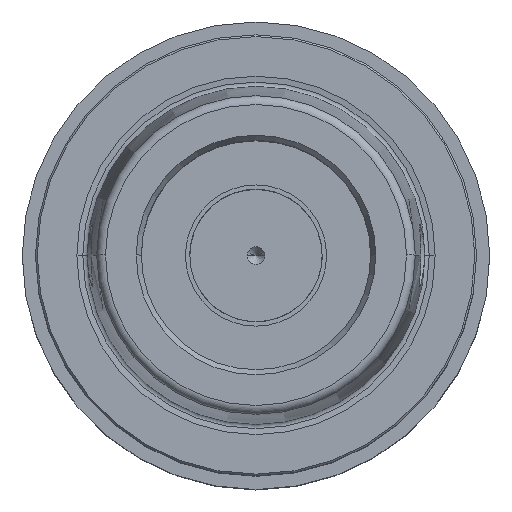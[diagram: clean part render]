
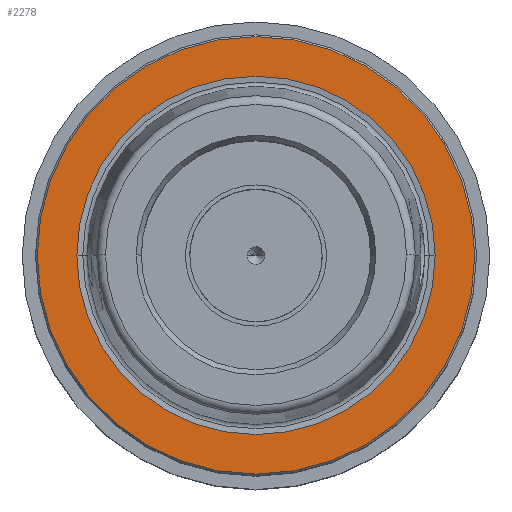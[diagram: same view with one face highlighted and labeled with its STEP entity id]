
A CAD part, top view. The second image highlights one B-rep face of the part: STEP entity #2278.
In plain terms, the highlighted planar face has unit normal (0, 0, 1).
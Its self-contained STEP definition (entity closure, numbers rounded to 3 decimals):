
#116=CARTESIAN_POINT('',(0.,0.,0.));
#117=DIRECTION('',(0.,0.,1.));
#118=DIRECTION('',(1.,0.,0.));
#119=AXIS2_PLACEMENT_3D('',#116,#117,#118);
#132=CARTESIAN_POINT('',(0.,0.,0.));
#133=DIRECTION('',(0.,0.,-1.));
#134=DIRECTION('',(1.,0.,0.));
#135=AXIS2_PLACEMENT_3D('',#132,#133,#134);
#154=CARTESIAN_POINT('',(0.,0.,0.));
#155=DIRECTION('',(0.,0.,1.));
#156=DIRECTION('',(1.,0.,0.));
#157=AXIS2_PLACEMENT_3D('',#154,#155,#156);
#1306=CARTESIAN_POINT('',(0.,0.,0.));
#1307=DIRECTION('',(0.,0.,-1.));
#1308=DIRECTION('',(1.,0.,0.));
#1309=AXIS2_PLACEMENT_3D('',#1306,#1307,#1308);
#1979=CARTESIAN_POINT('',(20.308,0.,0.));
#1981=VERTEX_POINT('',#1979);
#1995=CARTESIAN_POINT('',(-20.308,0.,0.));
#1997=VERTEX_POINT('',#1995);
#2115=CARTESIAN_POINT('',(24.8,0.,0.));
#2116=CARTESIAN_POINT('',(-24.8,0.,0.));
#2117=VERTEX_POINT('',#2115);
#2118=VERTEX_POINT('',#2116);
#2262=CARTESIAN_POINT('',(0.,0.,0.));
#2263=DIRECTION('',(0.,0.,-1.));
#2264=DIRECTION('',(-1.,0.,0.));
#2265=AXIS2_PLACEMENT_3D('',#2262,#2263,#2264);
#2266=PLANE('',#2265);
#2267=ORIENTED_EDGE('',*,*,#2252,.F.);
#2269=ORIENTED_EDGE('',*,*,#2268,.T.);
#2270=EDGE_LOOP('',(#2267,#2269));
#2271=FACE_OUTER_BOUND('',#2270,.F.);
#2273=ORIENTED_EDGE('',*,*,#2272,.F.);
#2275=ORIENTED_EDGE('',*,*,#2274,.T.);
#2276=EDGE_LOOP('',(#2273,#2275));
#2277=FACE_BOUND('',#2276,.F.);
#120=CIRCLE('',#119,24.8);
#136=CIRCLE('',#135,20.308);
#158=CIRCLE('',#157,20.308);
#1310=CIRCLE('',#1309,24.8);
#2252=EDGE_CURVE('',#2117,#2118,#120,.T.);
#2268=EDGE_CURVE('',#2117,#2118,#1310,.T.);
#2272=EDGE_CURVE('',#1981,#1997,#136,.T.);
#2274=EDGE_CURVE('',#1981,#1997,#158,.T.);
#2278=ADVANCED_FACE('',(#2271,#2277),#2266,.F.);
